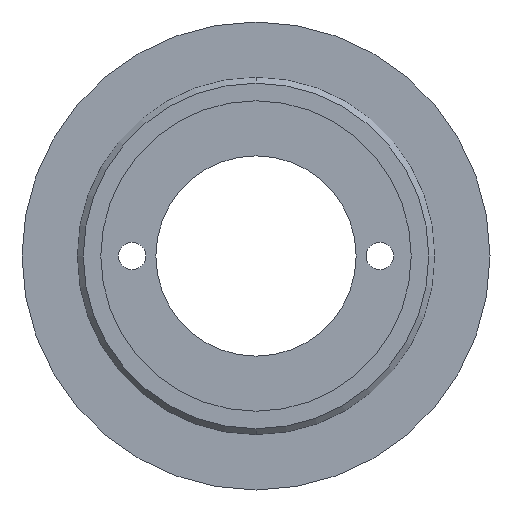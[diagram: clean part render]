
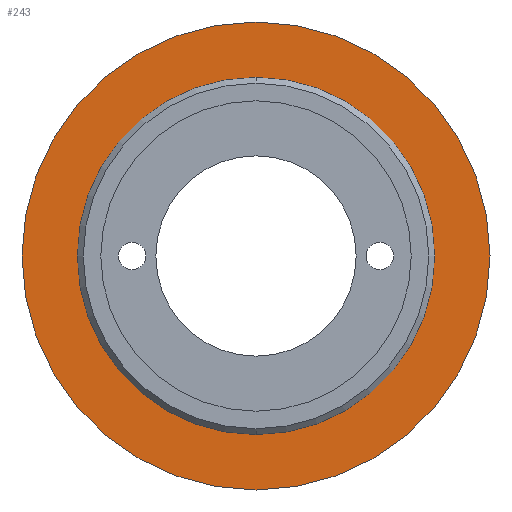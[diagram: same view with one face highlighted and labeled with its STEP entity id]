
A CAD part, front view. The second image highlights one B-rep face of the part: STEP entity #243.
In plain terms, the highlighted planar face has unit normal (0, -1, 0).
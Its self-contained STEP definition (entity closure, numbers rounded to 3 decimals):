
#30 = DIRECTION ( 'NONE',  ( 0., 1., 0. ) ) ;
#33 = ORIENTED_EDGE ( 'NONE', *, *, #471, .F. ) ;
#34 = EDGE_CURVE ( 'NONE', #194, #414, #552, .T. ) ;
#54 = ORIENTED_EDGE ( 'NONE', *, *, #79, .T. ) ;
#55 = CARTESIAN_POINT ( 'NONE',  ( 0., 0., 0. ) ) ;
#79 = EDGE_CURVE ( 'NONE', #414, #194, #475, .T. ) ;
#81 = AXIS2_PLACEMENT_3D ( 'NONE', #134, #30, #320 ) ;
#82 = EDGE_CURVE ( 'NONE', #281, #93, #150, .T. ) ;
#93 = VERTEX_POINT ( 'NONE', #191 ) ;
#108 = DIRECTION ( 'NONE',  ( 0., 1., 0. ) ) ;
#134 = CARTESIAN_POINT ( 'NONE',  ( 0., 0., 0. ) ) ;
#149 = FACE_BOUND ( 'NONE', #463, .T. ) ;
#150 = CIRCLE ( 'NONE', #340, 34. ) ;
#153 = DIRECTION ( 'NONE',  ( 0., 1., 0. ) ) ;
#170 = CARTESIAN_POINT ( 'NONE',  ( 0., 0., -34. ) ) ;
#191 = CARTESIAN_POINT ( 'NONE',  ( 0., 0., 34. ) ) ;
#194 = VERTEX_POINT ( 'NONE', #309 ) ;
#232 = ORIENTED_EDGE ( 'NONE', *, *, #34, .T. ) ;
#243 = ADVANCED_FACE ( 'NONE', ( #149, #485 ), #318, .F. ) ;
#259 = DIRECTION ( 'NONE',  ( 0., 1., 0. ) ) ;
#276 = DIRECTION ( 'NONE',  ( 0., 0., 1. ) ) ;
#278 = DIRECTION ( 'NONE',  ( 0., 0., 1. ) ) ;
#281 = VERTEX_POINT ( 'NONE', #170 ) ;
#298 = AXIS2_PLACEMENT_3D ( 'NONE', #530, #259, #304 ) ;
#304 = DIRECTION ( 'NONE',  ( 0., 0., 1. ) ) ;
#306 = AXIS2_PLACEMENT_3D ( 'NONE', #496, #108, #278 ) ;
#309 = CARTESIAN_POINT ( 'NONE',  ( 0., 0., -25.95 ) ) ;
#314 = CARTESIAN_POINT ( 'NONE',  ( 0., 0., 0. ) ) ;
#318 = PLANE ( 'NONE',  #306 ) ;
#320 = DIRECTION ( 'NONE',  ( 0., 0., 1. ) ) ;
#322 = DIRECTION ( 'NONE',  ( 0., 1., 0. ) ) ;
#340 = AXIS2_PLACEMENT_3D ( 'NONE', #314, #153, #276 ) ;
#362 = DIRECTION ( 'NONE',  ( 0., 0., 1. ) ) ;
#414 = VERTEX_POINT ( 'NONE', #546 ) ;
#463 = EDGE_LOOP ( 'NONE', ( #54, #232 ) ) ;
#470 = EDGE_LOOP ( 'NONE', ( #539, #33 ) ) ;
#471 = EDGE_CURVE ( 'NONE', #93, #281, #509, .T. ) ;
#475 = CIRCLE ( 'NONE', #540, 25.95 ) ;
#485 = FACE_OUTER_BOUND ( 'NONE', #470, .T. ) ;
#496 = CARTESIAN_POINT ( 'NONE',  ( 0., 0., 0. ) ) ;
#509 = CIRCLE ( 'NONE', #81, 34. ) ;
#530 = CARTESIAN_POINT ( 'NONE',  ( 0., 0., 0. ) ) ;
#539 = ORIENTED_EDGE ( 'NONE', *, *, #82, .F. ) ;
#540 = AXIS2_PLACEMENT_3D ( 'NONE', #55, #322, #362 ) ;
#546 = CARTESIAN_POINT ( 'NONE',  ( 0., 0., 25.95 ) ) ;
#552 = CIRCLE ( 'NONE', #298, 25.95 ) ;
